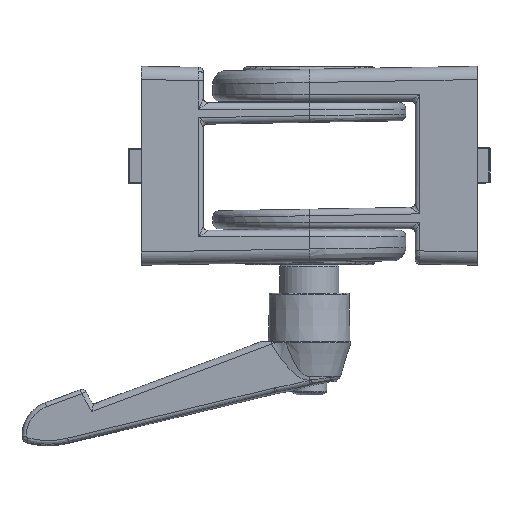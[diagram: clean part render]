
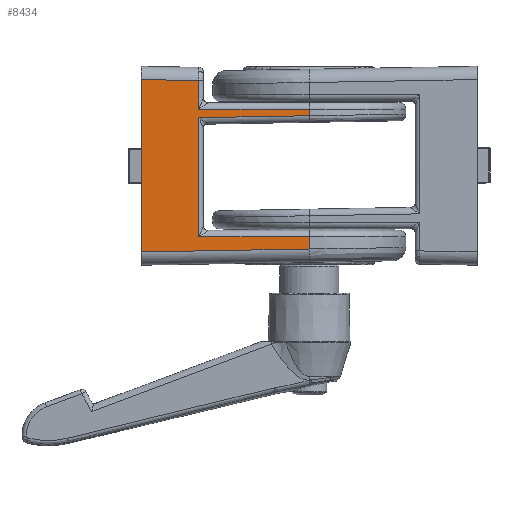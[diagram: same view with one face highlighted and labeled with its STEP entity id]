
A CAD part, left-side view. The second image highlights one B-rep face of the part: STEP entity #8434.
In plain terms, the highlighted face is planar.
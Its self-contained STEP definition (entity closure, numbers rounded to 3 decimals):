
#1907=FACE_OUTER_BOUND('',#2422,.T.);
#2422=EDGE_LOOP('',(#6428,#6429,#6430,#6431,#6432,#6433,#6434,#6435,#6436,
#6437));
#2949=LINE('',#19751,#3342);
#2952=LINE('',#20071,#3345);
#2965=LINE('',#20557,#3358);
#2966=LINE('',#20559,#3359);
#2967=LINE('',#20561,#3360);
#2968=LINE('',#20563,#3361);
#2969=LINE('',#20564,#3362);
#2970=LINE('',#20566,#3363);
#2971=LINE('',#20568,#3364);
#2972=LINE('',#20569,#3365);
#3342=VECTOR('',#10218,24.986);
#3345=VECTOR('',#10235,24.986);
#3358=VECTOR('',#10270,6.473);
#3359=VECTOR('',#10271,13.021);
#3360=VECTOR('',#10272,39.001);
#3361=VECTOR('',#10273,38.012);
#3362=VECTOR('',#10274,2.737);
#3363=VECTOR('',#10275,26.983);
#3364=VECTOR('',#10276,24.99);
#3365=VECTOR('',#10277,1.481);
#3797=VERTEX_POINT('',#19596);
#3799=VERTEX_POINT('',#19611);
#3805=VERTEX_POINT('',#19919);
#3807=VERTEX_POINT('',#19934);
#3823=VERTEX_POINT('',#20556);
#3824=VERTEX_POINT('',#20558);
#3825=VERTEX_POINT('',#20560);
#3826=VERTEX_POINT('',#20562);
#3827=VERTEX_POINT('',#20565);
#3828=VERTEX_POINT('',#20567);
#4734=EDGE_CURVE('',#3799,#3797,#2949,.T.);
#4746=EDGE_CURVE('',#3807,#3805,#2952,.T.);
#4769=EDGE_CURVE('',#3823,#3807,#2965,.T.);
#4770=EDGE_CURVE('',#3824,#3823,#2966,.T.);
#4771=EDGE_CURVE('',#3825,#3824,#2967,.T.);
#4772=EDGE_CURVE('',#3826,#3825,#2968,.T.);
#4773=EDGE_CURVE('',#3797,#3826,#2969,.T.);
#4774=EDGE_CURVE('',#3827,#3799,#2970,.T.);
#4775=EDGE_CURVE('',#3828,#3827,#2971,.T.);
#4776=EDGE_CURVE('',#3805,#3828,#2972,.T.);
#6428=ORIENTED_EDGE('',*,*,#4769,.F.);
#6429=ORIENTED_EDGE('',*,*,#4770,.F.);
#6430=ORIENTED_EDGE('',*,*,#4771,.F.);
#6431=ORIENTED_EDGE('',*,*,#4772,.F.);
#6432=ORIENTED_EDGE('',*,*,#4773,.F.);
#6433=ORIENTED_EDGE('',*,*,#4734,.F.);
#6434=ORIENTED_EDGE('',*,*,#4774,.F.);
#6435=ORIENTED_EDGE('',*,*,#4775,.F.);
#6436=ORIENTED_EDGE('',*,*,#4776,.F.);
#6437=ORIENTED_EDGE('',*,*,#4746,.F.);
#8190=PLANE('',#9112);
#8434=ADVANCED_FACE('',(#1907),#8190,.F.);
#9112=AXIS2_PLACEMENT_3D('',#20555,#10268,#10269);
#10218=DIRECTION('',(0.719,-0.695,0.));
#10235=DIRECTION('',(0.719,-0.695,0.));
#10268=DIRECTION('center_axis',(0.695,0.719,0.));
#10269=DIRECTION('ref_axis',(0.,0.,
-1.));
#10270=DIRECTION('',(0.,0.,-1.));
#10271=DIRECTION('',(0.719,-0.695,-0.017));
#10272=DIRECTION('',(0.,0.,1.));
#10273=DIRECTION('',(-0.719,0.695,-0.017));
#10274=DIRECTION('',(0.,0.,-1.));
#10275=DIRECTION('',(0.,0.,-1.));
#10276=DIRECTION('',(-0.719,0.695,-0.017));
#10277=DIRECTION('',(0.,0.,-1.));
#19596=CARTESIAN_POINT('',(-15.441,22.559,-16.1));
#19611=CARTESIAN_POINT('',(-33.415,39.916,-16.1));
#19751=CARTESIAN_POINT('',(-42.78,48.96,-16.1));
#19919=CARTESIAN_POINT('',(-15.441,22.559,12.8));
#19934=CARTESIAN_POINT('',(-33.415,39.916,12.8));
#20071=CARTESIAN_POINT('',(-42.78,48.96,12.8));
#20555=CARTESIAN_POINT('Origin',(-42.78,48.96,-22.5));
#20556=CARTESIAN_POINT('',(-33.415,39.916,19.273));
#20557=CARTESIAN_POINT('',(-33.415,39.916,-22.5));
#20558=CARTESIAN_POINT('',(-42.78,48.96,19.5));
#20559=CARTESIAN_POINT('',(-42.78,48.96,19.5));
#20560=CARTESIAN_POINT('',(-42.78,48.96,-19.5));
#20561=CARTESIAN_POINT('',(-42.78,48.96,-22.5));
#20562=CARTESIAN_POINT('',(-15.441,22.559,-18.837));
#20563=CARTESIAN_POINT('',(-15.441,22.559,-18.837));
#20564=CARTESIAN_POINT('',(-15.441,22.559,-22.5));
#20565=CARTESIAN_POINT('',(-33.415,39.916,10.883));
#20566=CARTESIAN_POINT('',(-33.415,39.916,-22.5));
#20567=CARTESIAN_POINT('',(-15.441,22.559,11.319));
#20568=CARTESIAN_POINT('',(-15.441,22.559,11.319));
#20569=CARTESIAN_POINT('',(-15.441,22.559,-22.5));
